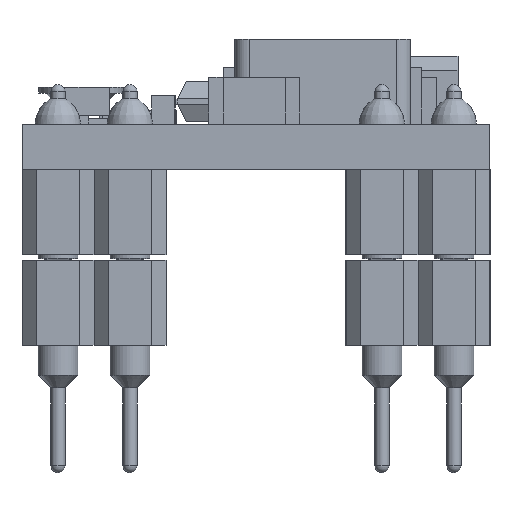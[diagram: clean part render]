
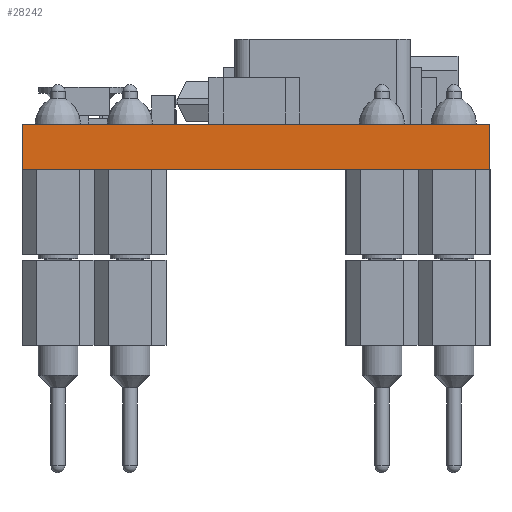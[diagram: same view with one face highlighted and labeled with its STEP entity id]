
A CAD part, left-side view. The second image highlights one B-rep face of the part: STEP entity #28242.
In plain terms, the highlighted planar face has unit normal (-1, 0, 0).
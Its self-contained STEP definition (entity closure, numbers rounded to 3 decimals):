
#28126 = EDGE_CURVE('',#28127,#28129,#28131,.T.);
#28127 = VERTEX_POINT('',#28128);
#28128 = CARTESIAN_POINT('',(-11.,8.25,0.));
#28129 = VERTEX_POINT('',#28130);
#28130 = CARTESIAN_POINT('',(-11.,8.25,-1.6));
#28131 = SURFACE_CURVE('',#28132,(#28136,#28148),.PCURVE_S1.);
#28132 = LINE('',#28133,#28134);
#28133 = CARTESIAN_POINT('',(-11.,8.25,0.));
#28134 = VECTOR('',#28135,1.);
#28135 = DIRECTION('',(-0.,-0.,-1.));
#28136 = PCURVE('',#28137,#28142);
#28137 = PLANE('',#28138);
#28138 = AXIS2_PLACEMENT_3D('',#28139,#28140,#28141);
#28139 = CARTESIAN_POINT('',(-11.,8.25,0.));
#28140 = DIRECTION('',(0.,-1.,0.));
#28141 = DIRECTION('',(1.,0.,0.));
#28142 = DEFINITIONAL_REPRESENTATION('',(#28143),#28147);
#28143 = LINE('',#28144,#28145);
#28144 = CARTESIAN_POINT('',(0.,0.));
#28145 = VECTOR('',#28146,1.);
#28146 = DIRECTION('',(0.,-1.));
#28147 = ( GEOMETRIC_REPRESENTATION_CONTEXT(2) 
PARAMETRIC_REPRESENTATION_CONTEXT() REPRESENTATION_CONTEXT('2D SPACE',''
  ) );
#28148 = PCURVE('',#28149,#28154);
#28149 = PLANE('',#28150);
#28150 = AXIS2_PLACEMENT_3D('',#28151,#28152,#28153);
#28151 = CARTESIAN_POINT('',(-11.,-8.25,0.));
#28152 = DIRECTION('',(1.,0.,0.));
#28153 = DIRECTION('',(0.,1.,0.));
#28154 = DEFINITIONAL_REPRESENTATION('',(#28155),#28159);
#28155 = LINE('',#28156,#28157);
#28156 = CARTESIAN_POINT('',(16.5,0.));
#28157 = VECTOR('',#28158,1.);
#28158 = DIRECTION('',(0.,-1.));
#28159 = ( GEOMETRIC_REPRESENTATION_CONTEXT(2) 
PARAMETRIC_REPRESENTATION_CONTEXT() REPRESENTATION_CONTEXT('2D SPACE',''
  ) );
#28177 = PLANE('',#28178);
#28178 = AXIS2_PLACEMENT_3D('',#28179,#28180,#28181);
#28179 = CARTESIAN_POINT('',(0.,0.,-1.6));
#28180 = DIRECTION('',(-0.,-0.,-1.));
#28181 = DIRECTION('',(-1.,0.,0.));
#28231 = PLANE('',#28232);
#28232 = AXIS2_PLACEMENT_3D('',#28233,#28234,#28235);
#28233 = CARTESIAN_POINT('',(0.,0.,0.));
#28234 = DIRECTION('',(-0.,-0.,-1.));
#28235 = DIRECTION('',(-1.,0.,0.));
#28242 = ADVANCED_FACE('',(#28243),#28149,.F.);
#28243 = FACE_BOUND('',#28244,.F.);
#28244 = EDGE_LOOP('',(#28245,#28275,#28296,#28297));
#28245 = ORIENTED_EDGE('',*,*,#28246,.T.);
#28246 = EDGE_CURVE('',#28247,#28249,#28251,.T.);
#28247 = VERTEX_POINT('',#28248);
#28248 = CARTESIAN_POINT('',(-11.,-8.25,0.));
#28249 = VERTEX_POINT('',#28250);
#28250 = CARTESIAN_POINT('',(-11.,-8.25,-1.6));
#28251 = SURFACE_CURVE('',#28252,(#28256,#28263),.PCURVE_S1.);
#28252 = LINE('',#28253,#28254);
#28253 = CARTESIAN_POINT('',(-11.,-8.25,0.));
#28254 = VECTOR('',#28255,1.);
#28255 = DIRECTION('',(-0.,-0.,-1.));
#28256 = PCURVE('',#28149,#28257);
#28257 = DEFINITIONAL_REPRESENTATION('',(#28258),#28262);
#28258 = LINE('',#28259,#28260);
#28259 = CARTESIAN_POINT('',(0.,0.));
#28260 = VECTOR('',#28261,1.);
#28261 = DIRECTION('',(0.,-1.));
#28262 = ( GEOMETRIC_REPRESENTATION_CONTEXT(2) 
PARAMETRIC_REPRESENTATION_CONTEXT() REPRESENTATION_CONTEXT('2D SPACE',''
  ) );
#28263 = PCURVE('',#28264,#28269);
#28264 = PLANE('',#28265);
#28265 = AXIS2_PLACEMENT_3D('',#28266,#28267,#28268);
#28266 = CARTESIAN_POINT('',(11.,-8.25,0.));
#28267 = DIRECTION('',(0.,1.,0.));
#28268 = DIRECTION('',(-1.,0.,0.));
#28269 = DEFINITIONAL_REPRESENTATION('',(#28270),#28274);
#28270 = LINE('',#28271,#28272);
#28271 = CARTESIAN_POINT('',(22.,0.));
#28272 = VECTOR('',#28273,1.);
#28273 = DIRECTION('',(0.,-1.));
#28274 = ( GEOMETRIC_REPRESENTATION_CONTEXT(2) 
PARAMETRIC_REPRESENTATION_CONTEXT() REPRESENTATION_CONTEXT('2D SPACE',''
  ) );
#28275 = ORIENTED_EDGE('',*,*,#28276,.T.);
#28276 = EDGE_CURVE('',#28249,#28129,#28277,.T.);
#28277 = SURFACE_CURVE('',#28278,(#28282,#28289),.PCURVE_S1.);
#28278 = LINE('',#28279,#28280);
#28279 = CARTESIAN_POINT('',(-11.,-8.25,-1.6));
#28280 = VECTOR('',#28281,1.);
#28281 = DIRECTION('',(0.,1.,0.));
#28282 = PCURVE('',#28149,#28283);
#28283 = DEFINITIONAL_REPRESENTATION('',(#28284),#28288);
#28284 = LINE('',#28285,#28286);
#28285 = CARTESIAN_POINT('',(0.,-1.6));
#28286 = VECTOR('',#28287,1.);
#28287 = DIRECTION('',(1.,0.));
#28288 = ( GEOMETRIC_REPRESENTATION_CONTEXT(2) 
PARAMETRIC_REPRESENTATION_CONTEXT() REPRESENTATION_CONTEXT('2D SPACE',''
  ) );
#28289 = PCURVE('',#28177,#28290);
#28290 = DEFINITIONAL_REPRESENTATION('',(#28291),#28295);
#28291 = LINE('',#28292,#28293);
#28292 = CARTESIAN_POINT('',(11.,-8.25));
#28293 = VECTOR('',#28294,1.);
#28294 = DIRECTION('',(0.,1.));
#28295 = ( GEOMETRIC_REPRESENTATION_CONTEXT(2) 
PARAMETRIC_REPRESENTATION_CONTEXT() REPRESENTATION_CONTEXT('2D SPACE',''
  ) );
#28296 = ORIENTED_EDGE('',*,*,#28126,.F.);
#28297 = ORIENTED_EDGE('',*,*,#28298,.F.);
#28298 = EDGE_CURVE('',#28247,#28127,#28299,.T.);
#28299 = SURFACE_CURVE('',#28300,(#28304,#28311),.PCURVE_S1.);
#28300 = LINE('',#28301,#28302);
#28301 = CARTESIAN_POINT('',(-11.,-8.25,0.));
#28302 = VECTOR('',#28303,1.);
#28303 = DIRECTION('',(0.,1.,0.));
#28304 = PCURVE('',#28149,#28305);
#28305 = DEFINITIONAL_REPRESENTATION('',(#28306),#28310);
#28306 = LINE('',#28307,#28308);
#28307 = CARTESIAN_POINT('',(0.,0.));
#28308 = VECTOR('',#28309,1.);
#28309 = DIRECTION('',(1.,0.));
#28310 = ( GEOMETRIC_REPRESENTATION_CONTEXT(2) 
PARAMETRIC_REPRESENTATION_CONTEXT() REPRESENTATION_CONTEXT('2D SPACE',''
  ) );
#28311 = PCURVE('',#28231,#28312);
#28312 = DEFINITIONAL_REPRESENTATION('',(#28313),#28317);
#28313 = LINE('',#28314,#28315);
#28314 = CARTESIAN_POINT('',(11.,-8.25));
#28315 = VECTOR('',#28316,1.);
#28316 = DIRECTION('',(0.,1.));
#28317 = ( GEOMETRIC_REPRESENTATION_CONTEXT(2) 
PARAMETRIC_REPRESENTATION_CONTEXT() REPRESENTATION_CONTEXT('2D SPACE',''
  ) );
